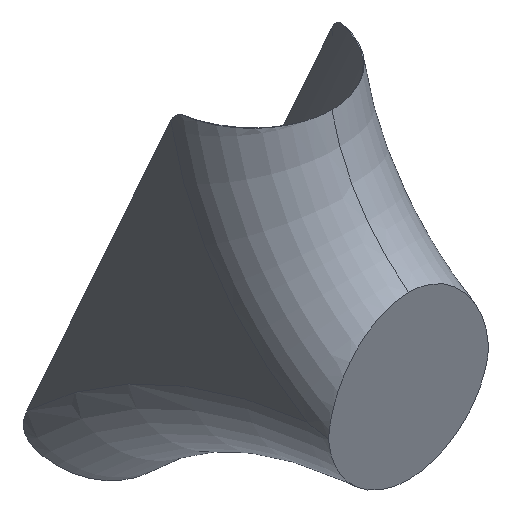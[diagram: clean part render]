
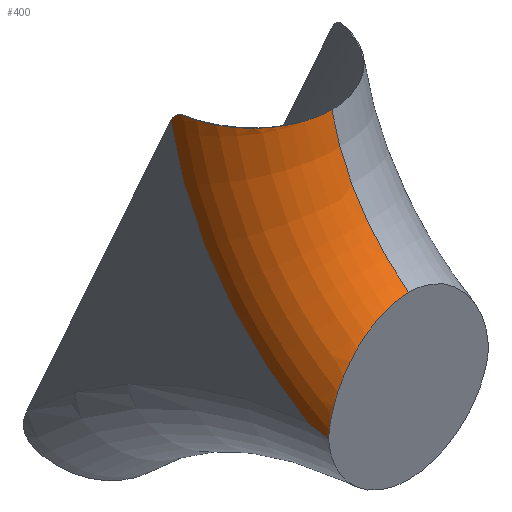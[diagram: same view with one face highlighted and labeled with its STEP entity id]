
A CAD part, isometric view. The second image highlights one B-rep face of the part: STEP entity #400.
In plain terms, the highlighted toroidal (fillet/blend) face has major radius 35.1 mm and minor radius 10.1 mm.
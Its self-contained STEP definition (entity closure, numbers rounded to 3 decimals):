
#11 = CARTESIAN_POINT ( 'NONE',  ( -7.424, -22.6, 6.072 ) ) ;
#13 = CARTESIAN_POINT ( 'NONE',  ( -10., -20.816, -0.397 ) ) ;
#16 = CARTESIAN_POINT ( 'NONE',  ( -10., -19.926, -0.21 ) ) ;
#17 = VERTEX_POINT ( 'NONE', #215 ) ;
#20 = EDGE_LOOP ( 'NONE', ( #63, #41, #164, #434, #161, #499, #150 ) ) ;
#24 = CARTESIAN_POINT ( 'NONE',  ( -5.927, -11.027, 25. ) ) ;
#41 = ORIENTED_EDGE ( 'NONE', *, *, #160, .T. ) ;
#55 = CARTESIAN_POINT ( 'NONE',  ( -2.312, -22.6, 9.744 ) ) ;
#57 = CARTESIAN_POINT ( 'NONE',  ( -9.825, -22.6, 0.577 ) ) ;
#59 = CARTESIAN_POINT ( 'NONE',  ( -7.971, -8.964, 25. ) ) ;
#62 = CARTESIAN_POINT ( 'NONE',  ( -0.996, -13.042, 24.984 ) ) ;
#63 = ORIENTED_EDGE ( 'NONE', *, *, #86, .F. ) ;
#64 = CARTESIAN_POINT ( 'NONE',  ( -9.922, -4.062, 25. ) ) ;
#65 = B_SPLINE_CURVE_WITH_KNOTS ( 'NONE', 3,
 ( #163, #13, #116, #422 ),
 .UNSPECIFIED., .F., .F.,
 ( 4, 4 ),
 ( 0., 0.003 ),
 .UNSPECIFIED. ) ;
#66 = EDGE_CURVE ( 'NONE', #258, #299, #162, .T. ) ;
#74 = B_SPLINE_CURVE_WITH_KNOTS ( 'NONE', 3,
 ( #192, #277, #451, #55, #541, #357, #100, #98, #280, #321, #404, #235, #534, #11, #411, #93, #229, #366, #137, #57, #146, #531 ),
 .UNSPECIFIED., .F., .F.,
 ( 4, 2, 2, 2, 2, 2, 2, 2, 2, 2, 4 ),
 ( 0., 0.002, 0.003, 0.004, 0.005, 0.006, 0.008, 0.01, 0.012, 0.014, 0.016 ),
 .UNSPECIFIED. ) ;
#86 = EDGE_CURVE ( 'NONE', #556, #17, #74, .T. ) ;
#93 = CARTESIAN_POINT ( 'NONE',  ( -8.515, -22.6, 4.372 ) ) ;
#98 = CARTESIAN_POINT ( 'NONE',  ( -4.163, -22.6, 8.942 ) ) ;
#100 = CARTESIAN_POINT ( 'NONE',  ( -3.569, -22.6, 9.253 ) ) ;
#104 = CARTESIAN_POINT ( 'NONE',  ( -10., -2.997, 23.769 ) ) ;
#107 = CARTESIAN_POINT ( 'NONE',  ( -10., -2.997, 23.769 ) ) ;
#110 = CARTESIAN_POINT ( 'NONE',  ( -9.922, -4.062, 25. ) ) ;
#114 = CARTESIAN_POINT ( 'NONE',  ( -6.305, -10.727, 25. ) ) ;
#116 = CARTESIAN_POINT ( 'NONE',  ( -9.988, -21.707, -0.577 ) ) ;
#137 = CARTESIAN_POINT ( 'NONE',  ( -9.523, -22.6, 1.881 ) ) ;
#139 = DIRECTION ( 'NONE',  ( 0., 0., -1. ) ) ;
#146 = CARTESIAN_POINT ( 'NONE',  ( -9.924, -22.6, -0.082 ) ) ;
#150 = ORIENTED_EDGE ( 'NONE', *, *, #257, .T. ) ;
#153 = CARTESIAN_POINT ( 'NONE',  ( -2.916, -12.578, 25. ) ) ;
#156 = CARTESIAN_POINT ( 'NONE',  ( -9.951, -3.822, 24.86 ) ) ;
#159 = CARTESIAN_POINT ( 'NONE',  ( -9.972, -3.608, 24.686 ) ) ;
#160 = EDGE_CURVE ( 'NONE', #556, #429, #446, .T. ) ;
#161 = ORIENTED_EDGE ( 'NONE', *, *, #219, .F. ) ;
#162 = CIRCLE ( 'NONE', #474, 35.1 ) ;
#163 = CARTESIAN_POINT ( 'NONE',  ( -10., -19.926, -0.21 ) ) ;
#164 = ORIENTED_EDGE ( 'NONE', *, *, #346, .F. ) ;
#185 = AXIS2_PLACEMENT_3D ( 'NONE', #260, #528, #471 ) ;
#192 = CARTESIAN_POINT ( 'NONE',  ( 0., -22.6, 10.099 ) ) ;
#207 = CARTESIAN_POINT ( 'NONE',  ( -5.13, -11.572, 25. ) ) ;
#209 = AXIS2_PLACEMENT_3D ( 'NONE', #539, #316, #139 ) ;
#215 = CARTESIAN_POINT ( 'NONE',  ( -9.97, -22.6, -0.75 ) ) ;
#219 = EDGE_CURVE ( 'NONE', #299, #376, #358, .T. ) ;
#229 = CARTESIAN_POINT ( 'NONE',  ( -8.814, -22.6, 3.773 ) ) ;
#235 = CARTESIAN_POINT ( 'NONE',  ( -6.071, -22.6, 7.561 ) ) ;
#241 = CARTESIAN_POINT ( 'NONE',  ( -6.844, -10.233, 25. ) ) ;
#244 = CARTESIAN_POINT ( 'NONE',  ( -9.98, -3.511, 24.588 ) ) ;
#248 = CARTESIAN_POINT ( 'NONE',  ( -9.997, -3.245, 24.265 ) ) ;
#251 = CARTESIAN_POINT ( 'NONE',  ( -8.976, -7.304, 25. ) ) ;
#257 = EDGE_CURVE ( 'NONE', #258, #17, #65, .T. ) ;
#258 = VERTEX_POINT ( 'NONE', #16 ) ;
#260 = CARTESIAN_POINT ( 'NONE',  ( 0.1, -37.509, 30.168 ) ) ;
#277 = CARTESIAN_POINT ( 'NONE',  ( -0.677, -22.6, 10.091 ) ) ;
#280 = CARTESIAN_POINT ( 'NONE',  ( -4.452, -22.6, 8.772 ) ) ;
#286 = CARTESIAN_POINT ( 'NONE',  ( -8.751, -7.742, 25. ) ) ;
#290 = CARTESIAN_POINT ( 'NONE',  ( -2.916, -12.578, 25. ) ) ;
#292 = CARTESIAN_POINT ( 'NONE',  ( -7.352, -9.707, 25. ) ) ;
#299 = VERTEX_POINT ( 'NONE', #107 ) ;
#310 = CARTESIAN_POINT ( 'NONE',  ( -9.922, -4.062, 25. ) ) ;
#316 = DIRECTION ( 'NONE',  ( 1., 0., 0. ) ) ;
#321 = CARTESIAN_POINT ( 'NONE',  ( -5.012, -22.6, 8.401 ) ) ;
#341 = EDGE_CURVE ( 'NONE', #376, #431, #549, .T. ) ;
#342 = FACE_OUTER_BOUND ( 'NONE', #20, .T. ) ;
#346 = EDGE_CURVE ( 'NONE', #431, #429, #558, .T. ) ;
#357 = CARTESIAN_POINT ( 'NONE',  ( -3.264, -22.6, 9.393 ) ) ;
#358 = B_SPLINE_CURVE_WITH_KNOTS ( 'NONE', 3,
 ( #104, #368, #248, #244, #159, #156, #426, #64 ),
 .UNSPECIFIED., .F., .F.,
 ( 4, 2, 2, 4 ),
 ( 0., 0.001, 0.001, 0.002 ),
 .UNSPECIFIED. ) ;
#366 = CARTESIAN_POINT ( 'NONE',  ( -9.318, -22.6, 2.529 ) ) ;
#368 = CARTESIAN_POINT ( 'NONE',  ( -10., -3.11, 24.024 ) ) ;
#372 = CARTESIAN_POINT ( 'NONE',  ( -3.838, -12.245, 25. ) ) ;
#376 = VERTEX_POINT ( 'NONE', #310 ) ;
#382 = TOROIDAL_SURFACE ( 'NONE', #185, 35.1, 10.1 ) ;
#388 = CARTESIAN_POINT ( 'NONE',  ( 0., -13.048, 24.999 ) ) ;
#400 = ADVANCED_FACE ( 'NONE', ( #342 ), #382, .T. ) ;
#404 = CARTESIAN_POINT ( 'NONE',  ( -5.284, -22.6, 8.2 ) ) ;
#411 = CARTESIAN_POINT ( 'NONE',  ( -7.821, -22.6, 5.52 ) ) ;
#413 = CARTESIAN_POINT ( 'NONE',  ( -9.801, -5.033, 25. ) ) ;
#418 = CARTESIAN_POINT ( 'NONE',  ( 0., -13.048, 24.999 ) ) ;
#422 = CARTESIAN_POINT ( 'NONE',  ( -9.97, -22.6, -0.75 ) ) ;
#426 = CARTESIAN_POINT ( 'NONE',  ( -9.938, -3.939, 24.936 ) ) ;
#429 = VERTEX_POINT ( 'NONE', #388 ) ;
#431 = VERTEX_POINT ( 'NONE', #557 ) ;
#432 = CARTESIAN_POINT ( 'NONE',  ( 0., -22.6, 10.099 ) ) ;
#434 = ORIENTED_EDGE ( 'NONE', *, *, #341, .F. ) ;
#446 = CIRCLE ( 'NONE', #209, 25. ) ;
#451 = CARTESIAN_POINT ( 'NONE',  ( -1.34, -22.6, 9.999 ) ) ;
#455 = CARTESIAN_POINT ( 'NONE',  ( -8.249, -8.57, 25. ) ) ;
#458 = CARTESIAN_POINT ( 'NONE',  ( -1.968, -12.884, 24.985 ) ) ;
#471 = DIRECTION ( 'NONE',  ( 0., 0., -1. ) ) ;
#474 = AXIS2_PLACEMENT_3D ( 'NONE', #520, #566, #564 ) ;
#498 = CARTESIAN_POINT ( 'NONE',  ( -9.549, -5.965, 25. ) ) ;
#499 = ORIENTED_EDGE ( 'NONE', *, *, #66, .F. ) ;
#510 = CARTESIAN_POINT ( 'NONE',  ( -7.018, -10.06, 25. ) ) ;
#520 = CARTESIAN_POINT ( 'NONE',  ( -10., -37.509, 30.168 ) ) ;
#528 = DIRECTION ( 'NONE',  ( 1., 0., 0. ) ) ;
#531 = CARTESIAN_POINT ( 'NONE',  ( -9.97, -22.6, -0.75 ) ) ;
#534 = CARTESIAN_POINT ( 'NONE',  ( -6.549, -22.6, 7.091 ) ) ;
#539 = CARTESIAN_POINT ( 'NONE',  ( 0., -37.509, 30.168 ) ) ;
#541 = CARTESIAN_POINT ( 'NONE',  ( -2.633, -22.6, 9.639 ) ) ;
#546 = CARTESIAN_POINT ( 'NONE',  ( -3.382, -12.429, 25. ) ) ;
#549 = B_SPLINE_CURVE_WITH_KNOTS ( 'NONE', 3,
 ( #110, #413, #498, #251, #286, #455, #59, #552, #292, #510, #241, #114, #24, #207, #554, #372, #546, #153 ),
 .UNSPECIFIED., .F., .F.,
 ( 4, 2, 2, 2, 2, 2, 2, 2, 4 ),
 ( 0., 0.003, 0.004, 0.006, 0.007, 0.007, 0.009, 0.01, 0.012 ),
 .UNSPECIFIED. ) ;
#552 = CARTESIAN_POINT ( 'NONE',  ( -7.512, -9.525, 25. ) ) ;
#554 = CARTESIAN_POINT ( 'NONE',  ( -4.713, -11.816, 25. ) ) ;
#556 = VERTEX_POINT ( 'NONE', #432 ) ;
#557 = CARTESIAN_POINT ( 'NONE',  ( -2.916, -12.578, 25. ) ) ;
#558 = B_SPLINE_CURVE_WITH_KNOTS ( 'NONE', 3,
 ( #290, #458, #62, #418 ),
 .UNSPECIFIED., .F., .F.,
 ( 4, 4 ),
 ( 0., 0.003 ),
 .UNSPECIFIED. ) ;
#564 = DIRECTION ( 'NONE',  ( 0., 0., -1. ) ) ;
#566 = DIRECTION ( 'NONE',  ( 1., 0., 0. ) ) ;
